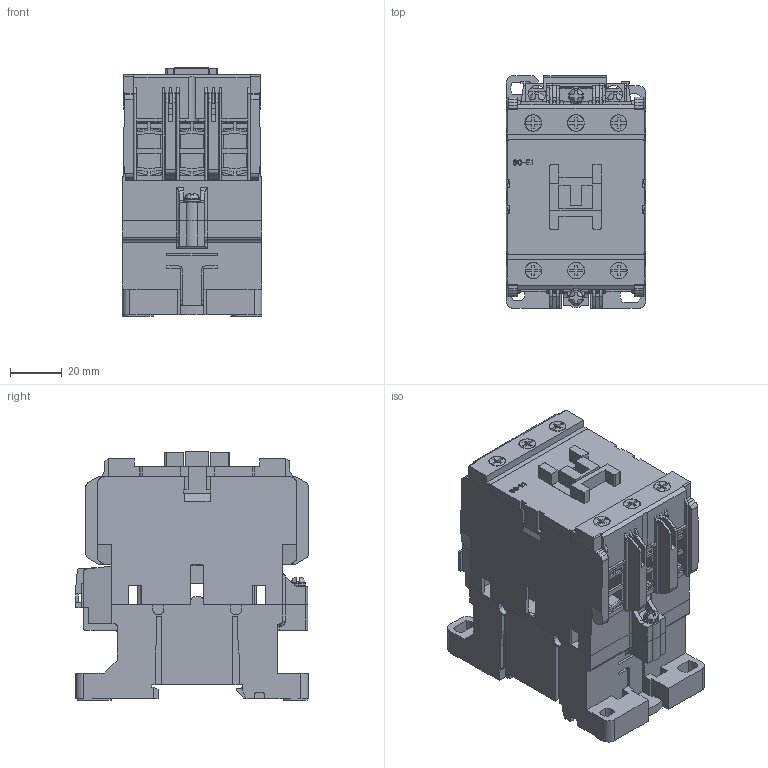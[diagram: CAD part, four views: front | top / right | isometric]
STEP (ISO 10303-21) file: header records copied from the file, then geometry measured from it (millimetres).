
FILE_DESCRIPTION (( 'STEP AP214' ), '1' );
FILE_NAME ('SC-E1-500VAC.step', '2016-04-18T19:04:36', ( '' ), ( '' ), 'SwSTEP 2.0', 'SolidWorks 2015', '' );
FILE_SCHEMA (( 'AUTOMOTIVE_DESIGN' ));
Length unit declared in the file: inch
Products named in the file (3): SC-E1_Upper Case Asm; SC-E1_Lower Case Asm; SC-E1-500VAC
Assembly tree (2 placements, depth 2):
  SC-E1-500VAC
    SC-E1_Lower Case Asm
    SC-E1_Upper Case Asm
Bounding box: 54 x 90 x 96 mm (x, y, z)
Volume: 257897.7 mm3; surface area: 103256.6 mm2
Topology: 32 solids, 32 shells, 1958 faces, 5690 edges, 3765 vertices
Faces by surface type: plane 1427, cylinder 448, bspline 57, cone 26
Entity records: 92810 total; most frequent: CARTESIAN_POINT 14929, ORIENTED_EDGE 11376, DIRECTION 10071, EDGE_CURVE 5688, LINE 4481, VECTOR 4481, VERTEX_POINT 3765, AXIS2_PLACEMENT_3D 2795
